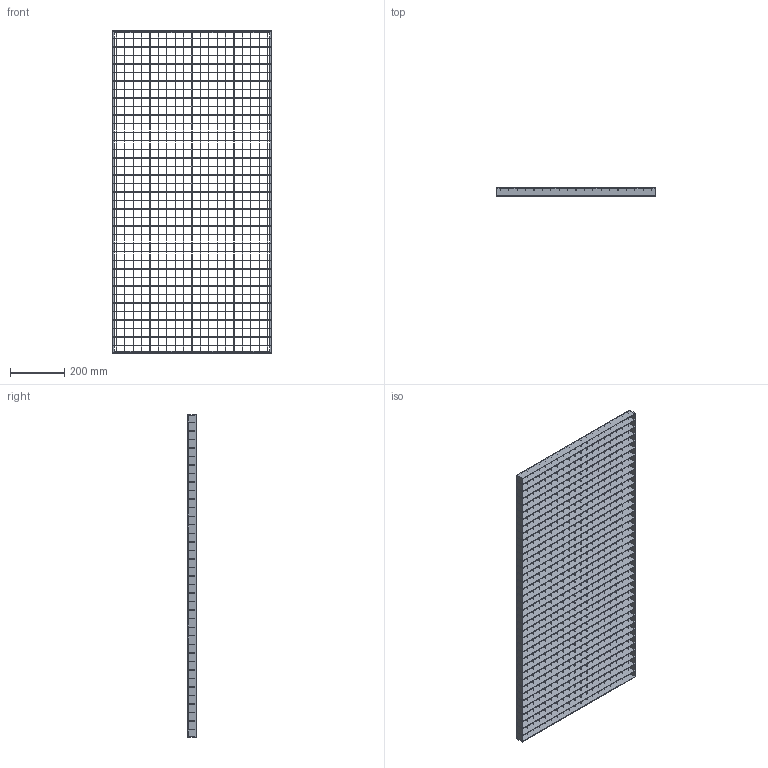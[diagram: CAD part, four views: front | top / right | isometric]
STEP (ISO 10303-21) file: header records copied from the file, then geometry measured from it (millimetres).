
FILE_DESCRIPTION (( 'STEP AP203' ), '1' );
FILE_NAME ('23-591193030-7.step', '2015-08-26T23:05:48', ( '' ), ( '' ), 'SwSTEP 2.0', 'SolidWorks 2015', '' );
FILE_SCHEMA (( 'CONFIG_CONTROL_DESIGN' ));
Products named in the file (1): 23-591193030-7
Bounding box: 590 x 30 x 1190 mm (x, y, z)
Volume: 1444057 mm3; surface area: 2085741 mm2
Topology: 1 solids, 1 shells, 2558 faces, 9824 edges, 6544 vertices
Faces by surface type: plane 2558
Entity records: 104002 total; most frequent: ORIENTED_EDGE 19648, CARTESIAN_POINT 18942, DIRECTION 14937, EDGE_CURVE 9824, LINE 9819, VECTOR 9819, VERTEX_POINT 6544, EDGE_LOOP 3354
